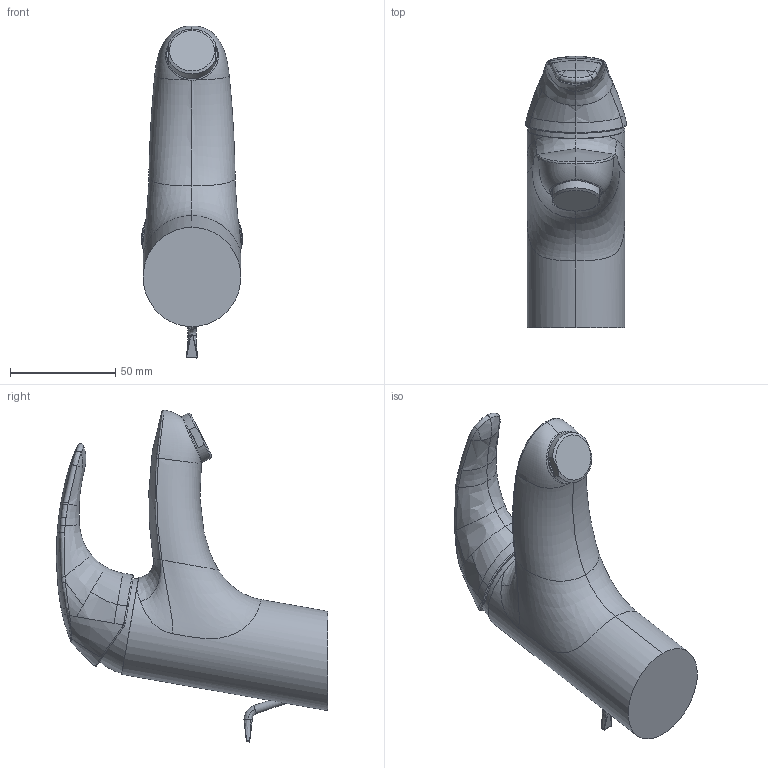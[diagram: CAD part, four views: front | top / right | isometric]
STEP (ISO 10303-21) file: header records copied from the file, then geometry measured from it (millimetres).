
FILE_DESCRIPTION (( 'STEP AP203' ), '1' );
FILE_NAME ('1400F(2016)+46042273.STEP', '2022-05-05T09:32:44', ( '' ), ( '' ), 'SwSTEP 2.0', 'SolidWorks 2016', '' );
FILE_SCHEMA (( 'CONFIG_CONTROL_DESIGN' ));
Length unit declared in the file: millimetre
Products named in the file (1): 1400F(2016)+46042273
Bounding box: 48.22 x 129.08 x 157.99 mm (x, y, z)
Volume: 291232.8 mm3; surface area: 32840.4 mm2
Topology: 1 solids, 1 shells, 154 faces, 389 edges, 234 vertices
Faces by surface type: bspline 127, cylinder 12, plane 11, cone 4
Entity records: 30800 total; most frequent: CARTESIAN_POINT 28080, ORIENTED_EDGE 770, EDGE_CURVE 385, B_SPLINE_CURVE_WITH_KNOTS 311, VERTEX_POINT 234, DIRECTION 166, EDGE_LOOP 155, ADVANCED_FACE 154
